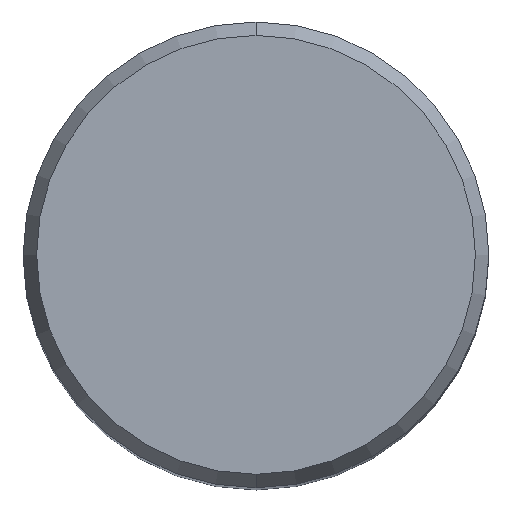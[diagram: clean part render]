
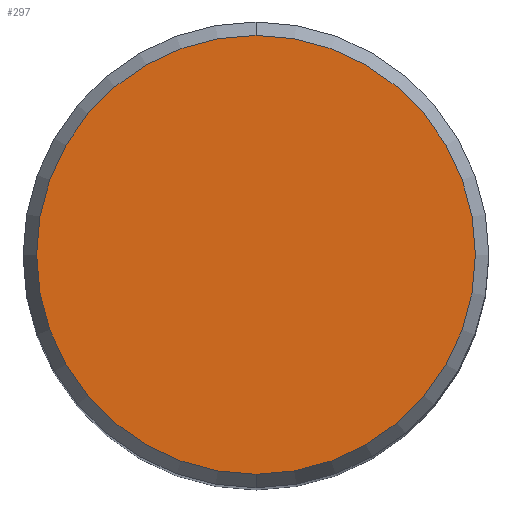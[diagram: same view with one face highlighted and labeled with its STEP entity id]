
A CAD part, top view. The second image highlights one B-rep face of the part: STEP entity #297.
In plain terms, the highlighted planar face has unit normal (0, 0, 1).
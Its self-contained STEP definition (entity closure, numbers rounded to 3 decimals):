
#169=VERTEX_POINT('',#392);
#175=EDGE_CURVE('',#169,#301,#399,.T.);
#207=EDGE_CURVE('',#301,#169,#435,.T.);
#297=ADVANCED_FACE('',(#537),#538,.T.);
#301=VERTEX_POINT('',#542);
#392=CARTESIAN_POINT('',(0.0,14.958,0.0));
#399=CIRCLE('',#654,14.958);
#435=CIRCLE('',#699,14.958);
#537=FACE_OUTER_BOUND('',#830,.T.);
#538=PLANE('',#831);
#542=CARTESIAN_POINT('',(0.,-14.958,0.0));
#654=AXIS2_PLACEMENT_3D('',#938,#939,#940);
#699=AXIS2_PLACEMENT_3D('',#987,#988,#989);
#830=EDGE_LOOP('',(#1127,#1128));
#831=AXIS2_PLACEMENT_3D('',#1129,#1130,#1131);
#938=CARTESIAN_POINT('',(0.0,0.0,0.0));
#939=DIRECTION('',(0.0,0.0,-1.0));
#940=DIRECTION('',(0.0,1.0,0.0));
#987=CARTESIAN_POINT('',(0.0,0.0,0.0));
#988=DIRECTION('',(0.0,0.0,-1.0));
#989=DIRECTION('',(0.0,1.0,0.0));
#1127=ORIENTED_EDGE('',*,*,#175,.F.);
#1128=ORIENTED_EDGE('',*,*,#207,.F.);
#1129=CARTESIAN_POINT('',(0.0,7.479,0.0));
#1130=DIRECTION('',(-0.0,0.0,1.0));
#1131=DIRECTION('',(0.0,-1.0,0.0));
